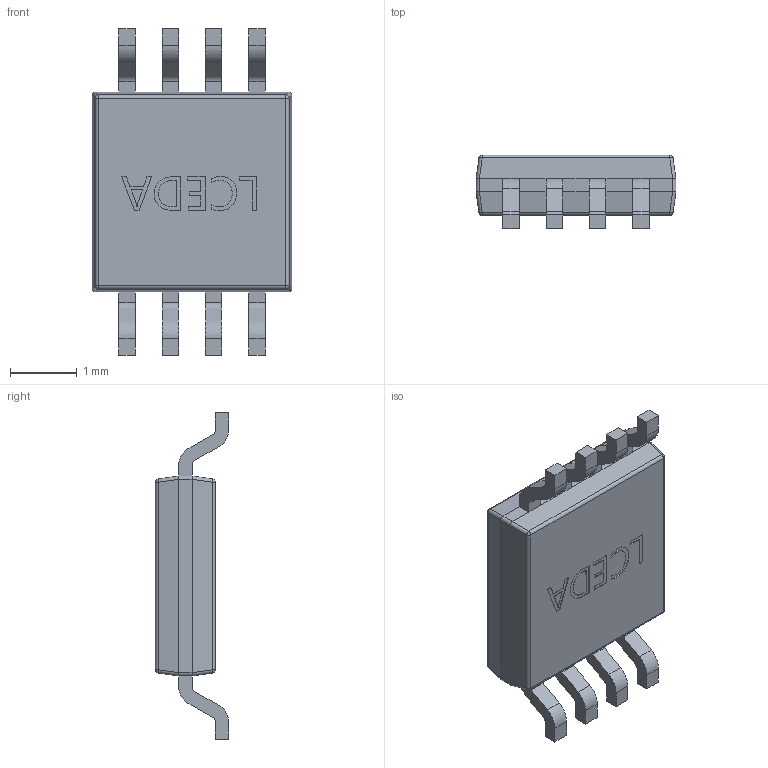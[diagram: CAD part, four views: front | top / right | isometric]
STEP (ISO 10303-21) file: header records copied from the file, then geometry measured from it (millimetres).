
FILE_DESCRIPTION(/* description */ ('STEP AP242','CAx-IF Rec.Pracs.---Representation and Presentation of Product Manufacturing Information (PMI)---4.0---2014-10-13','CAx-IF Rec.Pracs.---3D Tessellated Geometry---0.4---2014-09-14','2;1'),/* implementation_level */ '2;1');
FILE_NAME(/* name */ '681921ccf1ff2d3f4cdc527d',/* time_stamp */ '2025-05-05T20:38:37Z',/* author */ (''),/* organization */ (''),/* preprocessor_version */ 'ST-DEVELOPER v20',/* originating_system */ 'ONSHAPE BY PTC INC, 1.197',/* authorisation */ ' ');
FILE_SCHEMA (('AP242_MANAGED_MODEL_BASED_3D_ENGINEERING_MIM_LF { 1 0 10303 442 1 1 4 }'));
Length unit declared in the file: metre
Products named in the file (14): MSOP-8_L3.0-W3.0-P0.65-LS4.9-BL~MSOP-8_L3.0-W3.0-H1.1-LS4.9-P0.65~AzH
t
Bounding box: 3 x 1.1 x 4.9 mm (x, y, z)
Volume: 8.4 mm3; surface area: 36.3 mm2
Topology: 14 solids, 14 shells, 446 faces, 1186 edges, 764 vertices
Faces by surface type: plane 273, bspline 104, cylinder 58, sphere 11
Full cylindrical faces by diameter (mm): 0.303 x1
Entity records: 16030 total; most frequent: CARTESIAN_POINT 4186, ORIENTED_EDGE 2338, DIRECTION 1807, EDGE_CURVE 1169, LINE 825, VECTOR 825, VERTEX_POINT 760, AXIS2_PLACEMENT_3D 491
